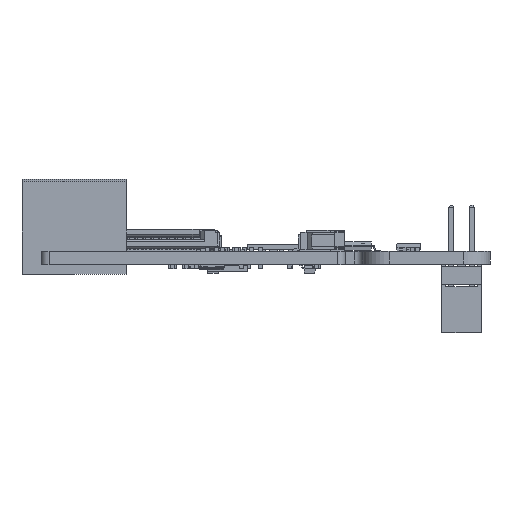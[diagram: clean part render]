
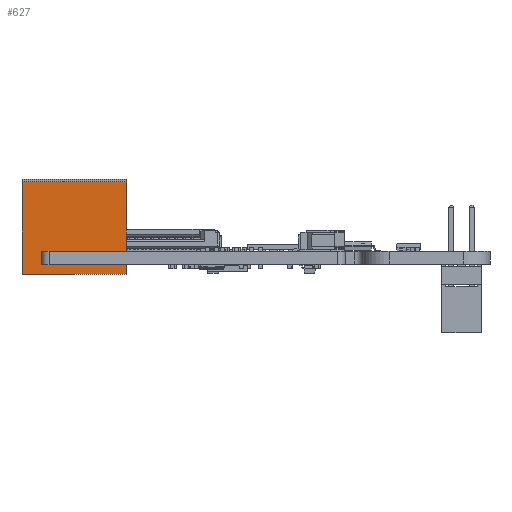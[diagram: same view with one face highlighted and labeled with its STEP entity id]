
A CAD part, left-side view. The second image highlights one B-rep face of the part: STEP entity #627.
In plain terms, the highlighted planar face has unit normal (-1, 0, 0).
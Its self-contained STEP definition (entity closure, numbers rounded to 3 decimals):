
#492 = DIRECTION ( 'NONE',  ( 0., 0., -1. ) ) ;
#627 = ADVANCED_FACE ( 'NONE', ( #173736 ), #190881, .F. ) ;
#3195 = VECTOR ( 'NONE', #492, 1000. ) ;
#8624 = CARTESIAN_POINT ( 'NONE',  ( -7., 21.4, 8.729 ) ) ;
#14001 = VERTEX_POINT ( 'NONE', #58357 ) ;
#15202 = VECTOR ( 'NONE', #87401, 1000. ) ;
#17312 = DIRECTION ( 'NONE',  ( 0., -1., 0. ) ) ;
#41087 = LINE ( 'NONE', #166015, #15202 ) ;
#41221 = EDGE_CURVE ( 'NONE', #52283, #84462, #41087, .T. ) ;
#43925 = ORIENTED_EDGE ( 'NONE', *, *, #147009, .F. ) ;
#44050 = DIRECTION ( 'NONE',  ( 0., -1., 0. ) ) ;
#52283 = VERTEX_POINT ( 'NONE', #188539 ) ;
#52820 = DIRECTION ( 'NONE',  ( 0., 1., 0. ) ) ;
#58357 = CARTESIAN_POINT ( 'NONE',  ( -7., 8.4, -2.871 ) ) ;
#64062 = EDGE_CURVE ( 'NONE', #155446, #14001, #123166, .T. ) ;
#75328 = CARTESIAN_POINT ( 'NONE',  ( -7., 21.4, -2.871 ) ) ;
#84462 = VERTEX_POINT ( 'NONE', #157764 ) ;
#87401 = DIRECTION ( 'NONE',  ( 0., 0., -1. ) ) ;
#91663 = VECTOR ( 'NONE', #44050, 1000. ) ;
#92730 = LINE ( 'NONE', #156251, #105606 ) ;
#102366 = AXIS2_PLACEMENT_3D ( 'NONE', #8624, #131350, #52820 ) ;
#104023 = CARTESIAN_POINT ( 'NONE',  ( -7., 8.4, 8.729 ) ) ;
#105606 = VECTOR ( 'NONE', #17312, 1000. ) ;
#110513 = CARTESIAN_POINT ( 'NONE',  ( -7., 8.4, 8.729 ) ) ;
#123166 = LINE ( 'NONE', #104023, #3195 ) ;
#131350 = DIRECTION ( 'NONE',  ( 1., 0., 0. ) ) ;
#134758 = LINE ( 'NONE', #75328, #91663 ) ;
#142632 = ORIENTED_EDGE ( 'NONE', *, *, #64062, .F. ) ;
#147009 = EDGE_CURVE ( 'NONE', #52283, #155446, #92730, .T. ) ;
#151072 = ORIENTED_EDGE ( 'NONE', *, *, #41221, .T. ) ;
#155446 = VERTEX_POINT ( 'NONE', #110513 ) ;
#156251 = CARTESIAN_POINT ( 'NONE',  ( -7., 21.4, 8.729 ) ) ;
#156765 = EDGE_LOOP ( 'NONE', ( #174871, #142632, #43925, #151072 ) ) ;
#157764 = CARTESIAN_POINT ( 'NONE',  ( -7., 21.4, -2.871 ) ) ;
#166015 = CARTESIAN_POINT ( 'NONE',  ( -7., 21.4, 8.729 ) ) ;
#173736 = FACE_OUTER_BOUND ( 'NONE', #156765, .T. ) ;
#174871 = ORIENTED_EDGE ( 'NONE', *, *, #183178, .T. ) ;
#183178 = EDGE_CURVE ( 'NONE', #84462, #14001, #134758, .T. ) ;
#188539 = CARTESIAN_POINT ( 'NONE',  ( -7., 21.4, 8.729 ) ) ;
#190881 = PLANE ( 'NONE',  #102366 ) ;
